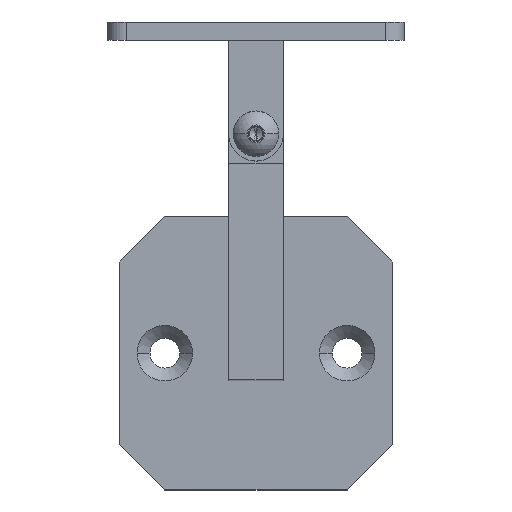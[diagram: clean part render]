
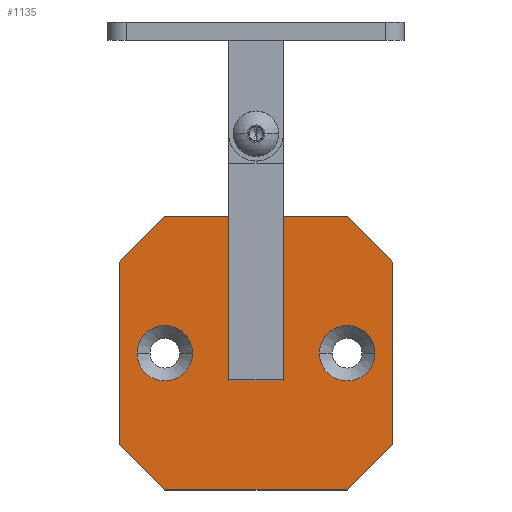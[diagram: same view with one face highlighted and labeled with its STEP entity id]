
A CAD part, top view. The second image highlights one B-rep face of the part: STEP entity #1135.
In plain terms, the highlighted planar face has unit normal (0, 0, 1).
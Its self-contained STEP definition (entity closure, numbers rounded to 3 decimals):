
#216 = VERTEX_POINT ( 'NONE', #20497 ) ;
#331 = EDGE_CURVE ( 'NONE', #9592, #14569, #17232, .T. ) ;
#814 = ORIENTED_EDGE ( 'NONE', *, *, #8448, .T. ) ;
#974 = DIRECTION ( 'NONE',  ( -1., 0., 0. ) ) ;
#1135 = ADVANCED_FACE ( 'NONE', ( #6094, #15710, #4869, #12662 ), #6865, .T. ) ;
#1518 = AXIS2_PLACEMENT_3D ( 'NONE', #1523, #12965, #2642 ) ;
#1523 = CARTESIAN_POINT ( 'NONE',  ( 20., 0., 3. ) ) ;
#1573 = CARTESIAN_POINT ( 'NONE',  ( 30., 30., 3. ) ) ;
#1617 = EDGE_LOOP ( 'NONE', ( #24796, #814, #8797, #1944, #9276, #10733, #10919, #13337 ) ) ;
#1944 = ORIENTED_EDGE ( 'NONE', *, *, #23877, .T. ) ;
#2058 = CARTESIAN_POINT ( 'NONE',  ( 0., 5.95, 3. ) ) ;
#2201 = DIRECTION ( 'NONE',  ( 1., 0., 0. ) ) ;
#2315 = VERTEX_POINT ( 'NONE', #24493 ) ;
#2403 = EDGE_CURVE ( 'NONE', #3493, #21995, #20162, .T. ) ;
#2450 = DIRECTION ( 'NONE',  ( 1., 0., 0. ) ) ;
#2461 = VECTOR ( 'NONE', #16916, 1000. ) ;
#2513 = VECTOR ( 'NONE', #17087, 1000. ) ;
#2642 = DIRECTION ( 'NONE',  ( 1., 0., 0. ) ) ;
#2827 = CARTESIAN_POINT ( 'NONE',  ( -30., -20., 3. ) ) ;
#3163 = CARTESIAN_POINT ( 'NONE',  ( -30., 30., 3. ) ) ;
#3493 = VERTEX_POINT ( 'NONE', #11217 ) ;
#3655 = EDGE_CURVE ( 'NONE', #2315, #216, #13522, .T. ) ;
#4313 = CARTESIAN_POINT ( 'NONE',  ( 25., -25., 3. ) ) ;
#4361 = EDGE_CURVE ( 'NONE', #23370, #8922, #14109, .T. ) ;
#4389 = ORIENTED_EDGE ( 'NONE', *, *, #2403, .F. ) ;
#4486 = CARTESIAN_POINT ( 'NONE',  ( -30., -30., 3. ) ) ;
#4665 = CARTESIAN_POINT ( 'NONE',  ( 20., -30., 3. ) ) ;
#4816 = DIRECTION ( 'NONE',  ( -1., 0., 0. ) ) ;
#4869 = FACE_BOUND ( 'NONE', #17619, .T. ) ;
#5124 = DIRECTION ( 'NONE',  ( 1., 0., 0. ) ) ;
#5131 = DIRECTION ( 'NONE',  ( 1., 0., 0. ) ) ;
#5398 = VECTOR ( 'NONE', #974, 1000. ) ;
#5727 = VERTEX_POINT ( 'NONE', #4665 ) ;
#5891 = LINE ( 'NONE', #8282, #9781 ) ;
#5898 = CARTESIAN_POINT ( 'NONE',  ( -5.95, -5.95, 3. ) ) ;
#5985 = DIRECTION ( 'NONE',  ( 0., 1., 0. ) ) ;
#5994 = AXIS2_PLACEMENT_3D ( 'NONE', #20353, #22186, #10694 ) ;
#6056 = CARTESIAN_POINT ( 'NONE',  ( -20., 0., 3. ) ) ;
#6094 = FACE_BOUND ( 'NONE', #18479, .T. ) ;
#6641 = EDGE_CURVE ( 'NONE', #7022, #22026, #10716, .T. ) ;
#6865 = PLANE ( 'NONE',  #5994 ) ;
#6915 = DIRECTION ( 'NONE',  ( 0., 0., 1. ) ) ;
#6941 = EDGE_CURVE ( 'NONE', #7743, #9592, #14038, .T. ) ;
#7022 = VERTEX_POINT ( 'NONE', #19512 ) ;
#7743 = VERTEX_POINT ( 'NONE', #11536 ) ;
#8225 = DIRECTION ( 'NONE',  ( 0., 0., 1. ) ) ;
#8282 = CARTESIAN_POINT ( 'NONE',  ( -25., 25., 3. ) ) ;
#8448 = EDGE_CURVE ( 'NONE', #5727, #15167, #16276, .T. ) ;
#8667 = LINE ( 'NONE', #5898, #21848 ) ;
#8797 = ORIENTED_EDGE ( 'NONE', *, *, #9847, .T. ) ;
#8920 = VERTEX_POINT ( 'NONE', #21147 ) ;
#8922 = VERTEX_POINT ( 'NONE', #2058 ) ;
#9276 = ORIENTED_EDGE ( 'NONE', *, *, #16229, .T. ) ;
#9286 = DIRECTION ( 'NONE',  ( -0.707, 0.707, 0. ) ) ;
#9537 = ORIENTED_EDGE ( 'NONE', *, *, #6641, .T. ) ;
#9592 = VERTEX_POINT ( 'NONE', #2827 ) ;
#9781 = VECTOR ( 'NONE', #17617, 1000. ) ;
#9813 = EDGE_CURVE ( 'NONE', #23370, #7022, #22235, .T. ) ;
#9846 = LINE ( 'NONE', #12211, #19739 ) ;
#9847 = EDGE_CURVE ( 'NONE', #15167, #12133, #17782, .T. ) ;
#9870 = VECTOR ( 'NONE', #9286, 1000. ) ;
#9902 = CARTESIAN_POINT ( 'NONE',  ( 20., 30., 3. ) ) ;
#10133 = ORIENTED_EDGE ( 'NONE', *, *, #10407, .F. ) ;
#10212 = CARTESIAN_POINT ( 'NONE',  ( -5.95, -5.95, 3. ) ) ;
#10407 = EDGE_CURVE ( 'NONE', #21995, #3493, #24011, .T. ) ;
#10504 = DIRECTION ( 'NONE',  ( 1., 0., 0. ) ) ;
#10609 = CARTESIAN_POINT ( 'NONE',  ( 30., 20., 3. ) ) ;
#10694 = DIRECTION ( 'NONE',  ( 1., 0., 0. ) ) ;
#10712 = ORIENTED_EDGE ( 'NONE', *, *, #22757, .F. ) ;
#10716 = LINE ( 'NONE', #21922, #19754 ) ;
#10733 = ORIENTED_EDGE ( 'NONE', *, *, #18185, .T. ) ;
#10919 = ORIENTED_EDGE ( 'NONE', *, *, #6941, .T. ) ;
#11217 = CARTESIAN_POINT ( 'NONE',  ( 26.1, 0., 3. ) ) ;
#11252 = DIRECTION ( 'NONE',  ( 0., -1., 0. ) ) ;
#11526 = CARTESIAN_POINT ( 'NONE',  ( 5.95, 5.95, 3. ) ) ;
#11536 = CARTESIAN_POINT ( 'NONE',  ( -30., 20., 3. ) ) ;
#11589 = CARTESIAN_POINT ( 'NONE',  ( -30., 30., 3. ) ) ;
#12020 = DIRECTION ( 'NONE',  ( 0.707, 0.707, 0. ) ) ;
#12036 = VECTOR ( 'NONE', #14909, 1000. ) ;
#12133 = VERTEX_POINT ( 'NONE', #10609 ) ;
#12211 = CARTESIAN_POINT ( 'NONE',  ( -5.95, 5.95, 3. ) ) ;
#12521 = CARTESIAN_POINT ( 'NONE',  ( 6.083, 5.95, 3. ) ) ;
#12662 = FACE_OUTER_BOUND ( 'NONE', #1617, .T. ) ;
#12738 = CARTESIAN_POINT ( 'NONE',  ( -20., 0., 3. ) ) ;
#12823 = DIRECTION ( 'NONE',  ( 0., 0., 1. ) ) ;
#12965 = DIRECTION ( 'NONE',  ( 0., 0., 1. ) ) ;
#13239 = EDGE_CURVE ( 'NONE', #22026, #22443, #8667, .T. ) ;
#13337 = ORIENTED_EDGE ( 'NONE', *, *, #331, .T. ) ;
#13522 = CIRCLE ( 'NONE', #22232, 6.1 ) ;
#13678 = AXIS2_PLACEMENT_3D ( 'NONE', #12738, #12823, #5124 ) ;
#14038 = LINE ( 'NONE', #11589, #19151 ) ;
#14109 = LINE ( 'NONE', #12521, #5398 ) ;
#14569 = VERTEX_POINT ( 'NONE', #17420 ) ;
#14909 = DIRECTION ( 'NONE',  ( 0., -1., 0. ) ) ;
#15154 = CARTESIAN_POINT ( 'NONE',  ( 5.95, 5.95, 3. ) ) ;
#15167 = VERTEX_POINT ( 'NONE', #17389 ) ;
#15710 = FACE_BOUND ( 'NONE', #22178, .T. ) ;
#15755 = CARTESIAN_POINT ( 'NONE',  ( 13.9, 0., 3. ) ) ;
#16164 = CIRCLE ( 'NONE', #13678, 6.1 ) ;
#16229 = EDGE_CURVE ( 'NONE', #20311, #8920, #22407, .T. ) ;
#16276 = LINE ( 'NONE', #4313, #22253 ) ;
#16795 = EDGE_CURVE ( 'NONE', #14569, #5727, #22698, .T. ) ;
#16916 = DIRECTION ( 'NONE',  ( 0., 1., 0. ) ) ;
#17087 = DIRECTION ( 'NONE',  ( 0.707, -0.707, 0. ) ) ;
#17232 = LINE ( 'NONE', #24756, #2513 ) ;
#17360 = VECTOR ( 'NONE', #4816, 1000. ) ;
#17389 = CARTESIAN_POINT ( 'NONE',  ( 30., -20., 3. ) ) ;
#17420 = CARTESIAN_POINT ( 'NONE',  ( -20., -30., 3. ) ) ;
#17617 = DIRECTION ( 'NONE',  ( -0.707, -0.707, 0. ) ) ;
#17619 = EDGE_LOOP ( 'NONE', ( #4389, #10133 ) ) ;
#17782 = LINE ( 'NONE', #1573, #2461 ) ;
#18151 = ORIENTED_EDGE ( 'NONE', *, *, #13239, .T. ) ;
#18185 = EDGE_CURVE ( 'NONE', #8920, #7743, #5891, .T. ) ;
#18274 = LINE ( 'NONE', #20748, #9870 ) ;
#18399 = CARTESIAN_POINT ( 'NONE',  ( 20., 0., 3. ) ) ;
#18479 = EDGE_LOOP ( 'NONE', ( #24704, #9537, #18151, #24713, #21859 ) ) ;
#18715 = ORIENTED_EDGE ( 'NONE', *, *, #3655, .F. ) ;
#19151 = VECTOR ( 'NONE', #11252, 1000. ) ;
#19433 = VECTOR ( 'NONE', #10504, 1000. ) ;
#19502 = CARTESIAN_POINT ( 'NONE',  ( -5.95, 5.95, 3. ) ) ;
#19512 = CARTESIAN_POINT ( 'NONE',  ( 5.95, -5.95, 3. ) ) ;
#19739 = VECTOR ( 'NONE', #2450, 1000. ) ;
#19754 = VECTOR ( 'NONE', #20174, 1000. ) ;
#20162 = CIRCLE ( 'NONE', #1518, 6.1 ) ;
#20174 = DIRECTION ( 'NONE',  ( -1., 0., 0. ) ) ;
#20311 = VERTEX_POINT ( 'NONE', #9902 ) ;
#20353 = CARTESIAN_POINT ( 'NONE',  ( 0., 0., 3. ) ) ;
#20497 = CARTESIAN_POINT ( 'NONE',  ( -26.1, 0., 3. ) ) ;
#20748 = CARTESIAN_POINT ( 'NONE',  ( 25., 25., 3. ) ) ;
#21147 = CARTESIAN_POINT ( 'NONE',  ( -20., 30., 3. ) ) ;
#21848 = VECTOR ( 'NONE', #5985, 1000. ) ;
#21859 = ORIENTED_EDGE ( 'NONE', *, *, #4361, .F. ) ;
#21922 = CARTESIAN_POINT ( 'NONE',  ( 5.95, -5.95, 3. ) ) ;
#21995 = VERTEX_POINT ( 'NONE', #15755 ) ;
#22026 = VERTEX_POINT ( 'NONE', #10212 ) ;
#22178 = EDGE_LOOP ( 'NONE', ( #18715, #10712 ) ) ;
#22186 = DIRECTION ( 'NONE',  ( 0., 0., 1. ) ) ;
#22232 = AXIS2_PLACEMENT_3D ( 'NONE', #6056, #8225, #2201 ) ;
#22235 = LINE ( 'NONE', #15154, #12036 ) ;
#22253 = VECTOR ( 'NONE', #12020, 1000. ) ;
#22407 = LINE ( 'NONE', #3163, #17360 ) ;
#22443 = VERTEX_POINT ( 'NONE', #19502 ) ;
#22698 = LINE ( 'NONE', #4486, #19433 ) ;
#22757 = EDGE_CURVE ( 'NONE', #216, #2315, #16164, .T. ) ;
#23317 = AXIS2_PLACEMENT_3D ( 'NONE', #18399, #6915, #5131 ) ;
#23370 = VERTEX_POINT ( 'NONE', #11526 ) ;
#23877 = EDGE_CURVE ( 'NONE', #12133, #20311, #18274, .T. ) ;
#24011 = CIRCLE ( 'NONE', #23317, 6.1 ) ;
#24493 = CARTESIAN_POINT ( 'NONE',  ( -13.9, 0., 3. ) ) ;
#24625 = EDGE_CURVE ( 'NONE', #22443, #8922, #9846, .T. ) ;
#24704 = ORIENTED_EDGE ( 'NONE', *, *, #9813, .T. ) ;
#24713 = ORIENTED_EDGE ( 'NONE', *, *, #24625, .T. ) ;
#24756 = CARTESIAN_POINT ( 'NONE',  ( -25., -25., 3. ) ) ;
#24796 = ORIENTED_EDGE ( 'NONE', *, *, #16795, .T. ) ;
